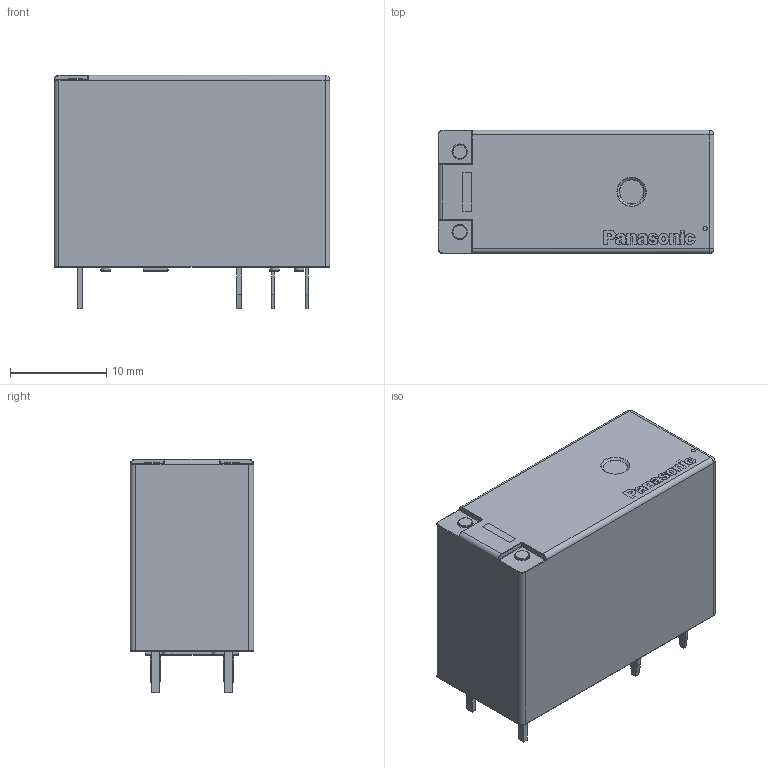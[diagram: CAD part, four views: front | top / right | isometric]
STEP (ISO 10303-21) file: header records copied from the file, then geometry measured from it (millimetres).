
FILE_DESCRIPTION(/* description */ (''),/* implementation_level */ '2;1');
FILE_NAME(/* name */ 'Panasonic JW1FSN-B-DC5V.stp',/* time_stamp */ '2021-01-22T17:39:09-04:00',/* author */ ('rabri'),/* organization */ (''),/* preprocessor_version */ 'ST-DEVELOPER v18',/* originating_system */ 'Autodesk Inventor 2020',/* authorisation */ '');
FILE_SCHEMA (('AUTOMOTIVE_DESIGN { 1 0 10303 214 3 1 1 }'));
Length unit declared in the file: millimetre
Products named in the file (4): Panasonic JW2SN-DC12V; body; head; txt
Assembly tree (3 placements, depth 2):
  Panasonic JW2SN-DC12V
    body
    head
    txt
Bounding box: 28.6 x 12.8 x 24.2 mm (x, y, z)
Volume: 7287.1 mm3; surface area: 2467.2 mm2
Topology: 18 solids, 18 shells, 370 faces, 919 edges, 593 vertices
Faces by surface type: bspline 147, plane 139, cylinder 45, torus 30, sphere 8, cone 1
Full cylindrical faces by diameter (mm): 0.434 x1, 1 x4, 1.5 x2
Entity records: 13793 total; most frequent: CARTESIAN_POINT 5646, ORIENTED_EDGE 1838, DIRECTION 1300, EDGE_CURVE 919, VERTEX_POINT 593, LINE 450, VECTOR 450, AXIS2_PLACEMENT_3D 425
